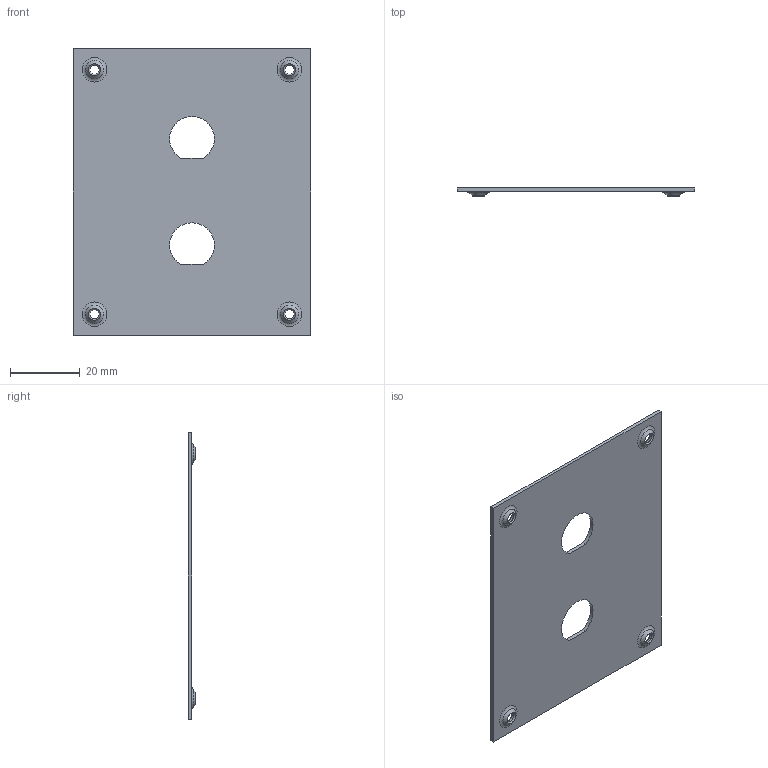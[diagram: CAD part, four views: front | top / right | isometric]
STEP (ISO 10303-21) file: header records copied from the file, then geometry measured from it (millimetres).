
FILE_DESCRIPTION (( 'STEP AP203' ), '1' );
FILE_NAME ('USP-A2_3D.STEP', '2021-10-29T16:57:22', ( '' ), ( '' ), 'SwSTEP 2.0', 'SolidWorks 2021', '' );
FILE_SCHEMA (( 'CONFIG_CONTROL_DESIGN' ));
Length unit declared in the file: inch
Products named in the file (1): USP-A2_3D
Bounding box: 68.07 x 2.24 x 82.04 mm (x, y, z)
Volume: 5416.2 mm3; surface area: 11082.2 mm2
Topology: 1 solids, 1 shells, 34 faces, 92 edges, 60 vertices
Faces by surface type: cone 12, plane 8, torus 8, cylinder 6
Full cylindrical faces by diameter (mm): 2.705 x4
Entity records: 915 total; most frequent: DIRECTION 154, CARTESIAN_POINT 131, ORIENTED_EDGE 104, EDGE_LOOP 70, AXIS2_PLACEMENT_3D 67, EDGE_CURVE 52, FACE_OUTER_BOUND 46, VERTEX_POINT 44
